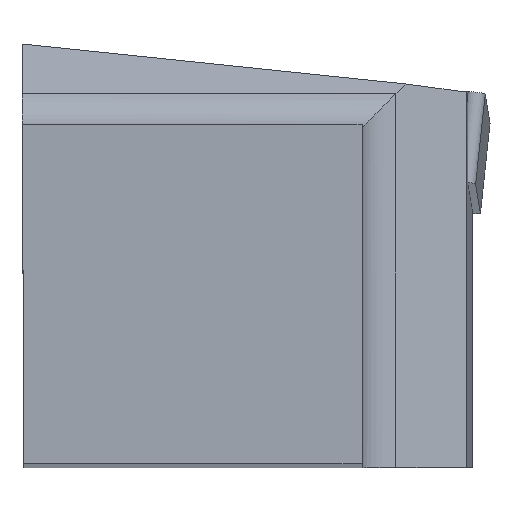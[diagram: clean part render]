
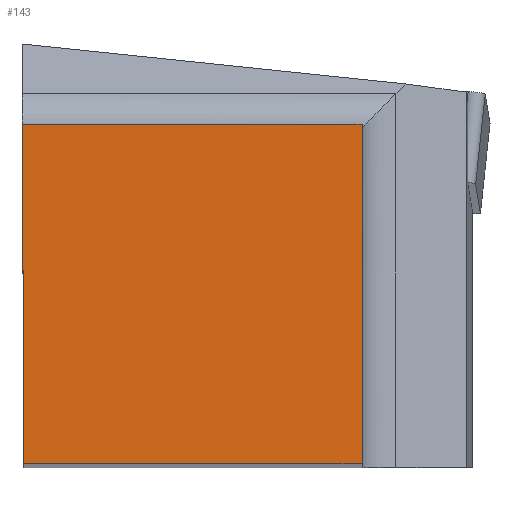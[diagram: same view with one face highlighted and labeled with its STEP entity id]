
A CAD part, top view. The second image highlights one B-rep face of the part: STEP entity #143.
In plain terms, the highlighted planar face has unit normal (0, 0, 1).
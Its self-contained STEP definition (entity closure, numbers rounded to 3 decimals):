
#114=FACE_OUTER_BOUND('',#321,.T.);
#143=ADVANCED_FACE('SHANK_FACE_BACK',(#114),#170,.F.);
#170=PLANE('',#715);
#204=LINE('',#1008,#260);
#205=LINE('',#1011,#261);
#206=LINE('',#1013,#262);
#207=LINE('',#1015,#263);
#260=VECTOR('',#817,1.);
#261=VECTOR('',#818,1.);
#262=VECTOR('',#819,1.);
#263=VECTOR('',#820,1.);
#321=EDGE_LOOP('',(#391,#392,#393,#394));
#391=ORIENTED_EDGE('',*,*,#568,.F.);
#392=ORIENTED_EDGE('',*,*,#569,.T.);
#393=ORIENTED_EDGE('',*,*,#570,.T.);
#394=ORIENTED_EDGE('',*,*,#571,.F.);
#511=VERTEX_POINT('',#1009);
#512=VERTEX_POINT('',#1010);
#513=VERTEX_POINT('',#1012);
#514=VERTEX_POINT('',#1014);
#568=EDGE_CURVE('',#511,#512,#204,.T.);
#569=EDGE_CURVE('',#511,#513,#205,.T.);
#570=EDGE_CURVE('',#513,#514,#206,.T.);
#571=EDGE_CURVE('',#512,#514,#207,.T.);
#715=AXIS2_PLACEMENT_3D('',#1016,#821,#822);
#817=DIRECTION('',(-0.004,1.,0.));
#818=DIRECTION('',(1.,0.,0.));
#819=DIRECTION('',(0.,1.,0.));
#820=DIRECTION('',(1.,0.,0.));
#821=DIRECTION('',(0.,0.,-1.));
#822=DIRECTION('',(-0.994,0.106,0.));
#1008=CARTESIAN_POINT('',(0.498,-102.344,0.));
#1009=CARTESIAN_POINT('',(0.052,0.,0.));
#1010=CARTESIAN_POINT('',(0.,11.875,0.));
#1011=CARTESIAN_POINT('',(-6.094,0.,0.));
#1012=CARTESIAN_POINT('',(11.875,0.,0.));
#1013=CARTESIAN_POINT('',(11.875,-6.094,0.));
#1014=CARTESIAN_POINT('',(11.875,11.875,0.));
#1015=CARTESIAN_POINT('',(-6.094,11.875,0.));
#1016=CARTESIAN_POINT('',(0.,0.,0.));
